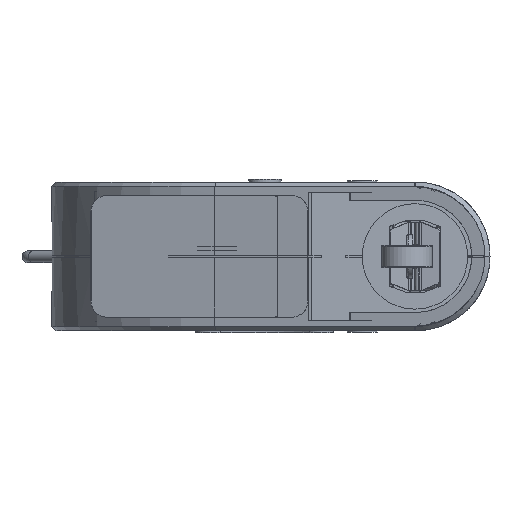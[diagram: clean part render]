
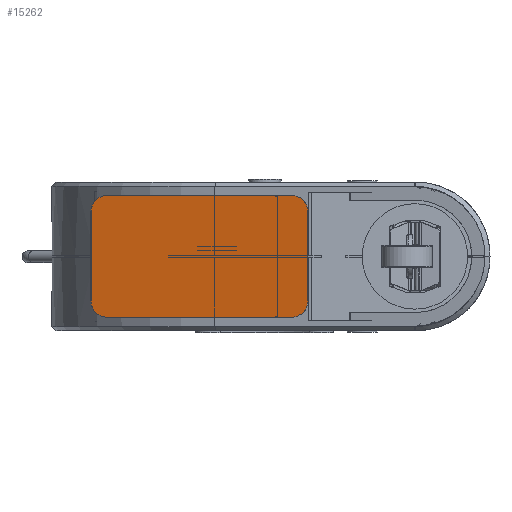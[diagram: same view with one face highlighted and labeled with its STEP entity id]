
A CAD part, front view. The second image highlights one B-rep face of the part: STEP entity #15262.
In plain terms, the highlighted face is planar.
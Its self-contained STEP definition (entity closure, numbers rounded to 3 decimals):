
#1488=LINE($,#30021,#2536);
#1489=LINE($,#30025,#2537);
#1490=LINE($,#30029,#2538);
#1491=LINE($,#30033,#2539);
#2536=VECTOR($,#19725,47.);
#2537=VECTOR($,#19728,22.);
#2538=VECTOR($,#19731,47.);
#2539=VECTOR($,#19734,22.);
#3441=FACE_OUTER_BOUND($,#4861,.T.);
#4861=EDGE_LOOP($,(#12198,#12199,#12200,#12201,#12202,#12203,#12204,#12205));
#5482=CIRCLE($,#16536,4.);
#5483=CIRCLE($,#16537,4.);
#5484=CIRCLE($,#16538,4.);
#5485=CIRCLE($,#16539,4.);
#6748=VERTEX_POINT($,#30019);
#6749=VERTEX_POINT($,#30020);
#6750=VERTEX_POINT($,#30022);
#6751=VERTEX_POINT($,#30024);
#6752=VERTEX_POINT($,#30026);
#6753=VERTEX_POINT($,#30028);
#6754=VERTEX_POINT($,#30030);
#6755=VERTEX_POINT($,#30032);
#8653=EDGE_CURVE($,#6748,#6749,#1488,.T.);
#8654=EDGE_CURVE($,#6750,#6748,#5482,.T.);
#8655=EDGE_CURVE($,#6751,#6750,#1489,.T.);
#8656=EDGE_CURVE($,#6752,#6751,#5483,.T.);
#8657=EDGE_CURVE($,#6753,#6752,#1490,.T.);
#8658=EDGE_CURVE($,#6754,#6753,#5484,.T.);
#8659=EDGE_CURVE($,#6755,#6754,#1491,.T.);
#8660=EDGE_CURVE($,#6749,#6755,#5485,.T.);
#12198=ORIENTED_EDGE($,*,*,#8653,.F.);
#12199=ORIENTED_EDGE($,*,*,#8654,.F.);
#12200=ORIENTED_EDGE($,*,*,#8655,.F.);
#12201=ORIENTED_EDGE($,*,*,#8656,.F.);
#12202=ORIENTED_EDGE($,*,*,#8657,.F.);
#12203=ORIENTED_EDGE($,*,*,#8658,.F.);
#12204=ORIENTED_EDGE($,*,*,#8659,.F.);
#12205=ORIENTED_EDGE($,*,*,#8660,.F.);
#13789=PLANE($,#16535);
#15262=ADVANCED_FACE($,(#3441),#13789,.T.);
#16535=AXIS2_PLACEMENT_3D($,#30018,#19723,#19724);
#16536=AXIS2_PLACEMENT_3D($,#30023,#19726,#19727);
#16537=AXIS2_PLACEMENT_3D($,#30027,#19729,#19730);
#16538=AXIS2_PLACEMENT_3D($,#30031,#19732,#19733);
#16539=AXIS2_PLACEMENT_3D($,#30034,#19735,#19736);
#19723=DIRECTION('center_axis',(-0.235,-0.972,0.));
#19724=DIRECTION('ref_axis',(0.972,-0.235,0.));
#19725=DIRECTION($,(0.972,-0.235,0.));
#19726=DIRECTION('center_axis',(0.235,0.972,0.));
#19727=DIRECTION('ref_axis',(0.,0.,
1.));
#19728=DIRECTION($,(0.,0.,1.));
#19729=DIRECTION('center_axis',(0.235,0.972,0.));
#19730=DIRECTION('ref_axis',(-0.972,0.235,0.));
#19731=DIRECTION($,(-0.972,0.235,0.));
#19732=DIRECTION('center_axis',(0.235,0.972,0.));
#19733=DIRECTION('ref_axis',(0.,0.,
-1.));
#19734=DIRECTION($,(0.,0.,-1.));
#19735=DIRECTION('center_axis',(0.235,0.972,0.));
#19736=DIRECTION('ref_axis',(0.972,-0.235,0.));
#30018=CARTESIAN_POINT('Origin',(-16.141,-50.213,0.025));
#30019=CARTESIAN_POINT('',(-38.982,-44.687,15.025));
#30020=CARTESIAN_POINT('',(6.7,-55.739,15.025));
#30021=CARTESIAN_POINT($,(6.7,-55.739,15.025));
#30022=CARTESIAN_POINT('',(-42.869,-43.746,11.025));
#30023=CARTESIAN_POINT('Origin',(-38.982,-44.687,11.025));
#30024=CARTESIAN_POINT('',(-42.869,-43.746,-10.975));
#30025=CARTESIAN_POINT($,(-42.869,-43.746,11.025));
#30026=CARTESIAN_POINT('',(-38.982,-44.687,-14.975));
#30027=CARTESIAN_POINT('Origin',(-38.982,-44.687,-10.975));
#30028=CARTESIAN_POINT('',(6.7,-55.739,-14.975));
#30029=CARTESIAN_POINT($,(-38.982,-44.687,-14.975));
#30030=CARTESIAN_POINT('',(10.588,-56.679,-10.975));
#30031=CARTESIAN_POINT('Origin',(6.7,-55.739,-10.975));
#30032=CARTESIAN_POINT('',(10.588,-56.679,11.025));
#30033=CARTESIAN_POINT($,(10.588,-56.679,-10.975));
#30034=CARTESIAN_POINT('Origin',(6.7,-55.739,11.025));
